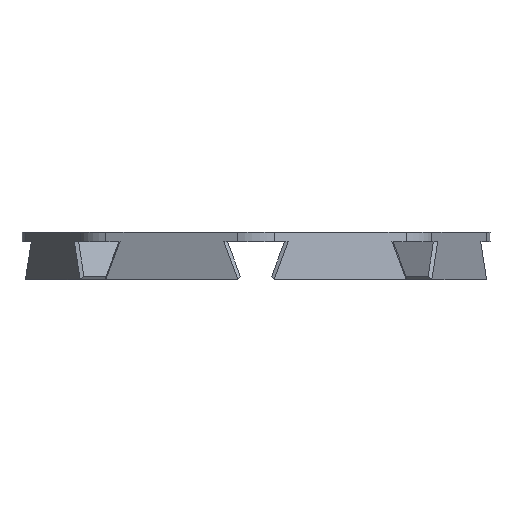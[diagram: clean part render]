
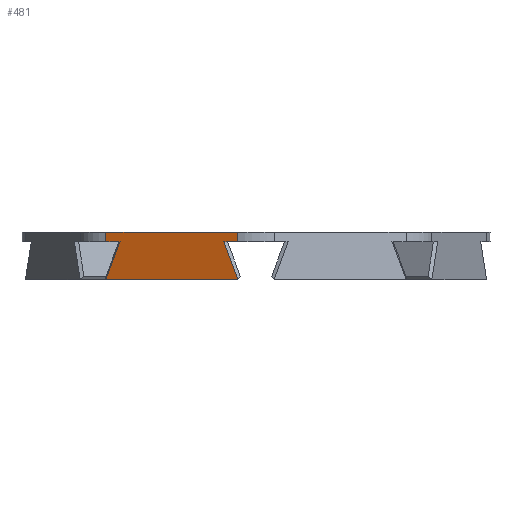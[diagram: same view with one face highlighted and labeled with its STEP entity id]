
A CAD part, front view. The second image highlights one B-rep face of the part: STEP entity #481.
In plain terms, the highlighted planar face has unit normal (-0.383, -0.924, 0).
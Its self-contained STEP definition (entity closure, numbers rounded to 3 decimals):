
#22 = VERTEX_POINT('',#23);
#23 = CARTESIAN_POINT('',(-31.529,-36.94,10.));
#32 = EDGE_CURVE('',#22,#33,#35,.T.);
#33 = VERTEX_POINT('',#34);
#34 = CARTESIAN_POINT('',(-3.827,-48.415,10.));
#35 = LINE('',#36,#37);
#36 = CARTESIAN_POINT('',(-35.355,-35.355,10.));
#37 = VECTOR('',#38,1.);
#38 = DIRECTION('',(0.924,-0.383,0.));
#454 = VERTEX_POINT('',#455);
#455 = CARTESIAN_POINT('',(-31.529,-36.94,8.));
#471 = EDGE_CURVE('',#454,#22,#472,.T.);
#472 = LINE('',#473,#474);
#473 = CARTESIAN_POINT('',(-31.529,-36.94,8.));
#474 = VECTOR('',#475,1.);
#475 = DIRECTION('',(0.,0.,1.));
#481 = ADVANCED_FACE('',(#482),#564,.F.);
#482 = FACE_BOUND('',#483,.F.);
#483 = EDGE_LOOP('',(#484,#494,#502,#510,#518,#524,#525,#526,#534,#542,
    #550,#558));
#484 = ORIENTED_EDGE('',*,*,#485,.F.);
#485 = EDGE_CURVE('',#486,#488,#490,.T.);
#486 = VERTEX_POINT('',#487);
#487 = CARTESIAN_POINT('',(-31.555,-36.929,0.));
#488 = VERTEX_POINT('',#489);
#489 = CARTESIAN_POINT('',(-3.8,-48.426,0.));
#490 = LINE('',#491,#492);
#491 = CARTESIAN_POINT('',(-35.355,-35.355,0.));
#492 = VECTOR('',#493,1.);
#493 = DIRECTION('',(0.924,-0.383,0.));
#494 = ORIENTED_EDGE('',*,*,#495,.F.);
#495 = EDGE_CURVE('',#496,#486,#498,.T.);
#496 = VERTEX_POINT('',#497);
#497 = CARTESIAN_POINT('',(-31.557,-36.929,
    0.002));
#498 = LINE('',#499,#500);
#499 = CARTESIAN_POINT('',(-29.28,-37.872,
    -3.283));
#500 = VECTOR('',#501,1.);
#501 = DIRECTION('',(0.554,-0.23,-0.8));
#502 = ORIENTED_EDGE('',*,*,#503,.F.);
#503 = EDGE_CURVE('',#504,#496,#506,.T.);
#504 = VERTEX_POINT('',#505);
#505 = CARTESIAN_POINT('',(-28.558,-38.171,8.));
#506 = LINE('',#507,#508);
#507 = CARTESIAN_POINT('',(-28.671,-38.124,
    7.699));
#508 = VECTOR('',#509,1.);
#509 = DIRECTION('',(-0.347,0.144,-0.927));
#510 = ORIENTED_EDGE('',*,*,#511,.F.);
#511 = EDGE_CURVE('',#512,#504,#514,.T.);
#512 = VERTEX_POINT('',#513);
#513 = CARTESIAN_POINT('',(-29.355,-37.841,8.));
#514 = LINE('',#515,#516);
#515 = CARTESIAN_POINT('',(-29.077,-37.956,8.));
#516 = VECTOR('',#517,1.);
#517 = DIRECTION('',(0.924,-0.383,0.));
#518 = ORIENTED_EDGE('',*,*,#519,.F.);
#519 = EDGE_CURVE('',#454,#512,#520,.T.);
#520 = LINE('',#521,#522);
#521 = CARTESIAN_POINT('',(-29.077,-37.956,8.));
#522 = VECTOR('',#523,1.);
#523 = DIRECTION('',(0.924,-0.383,0.));
#524 = ORIENTED_EDGE('',*,*,#471,.T.);
#525 = ORIENTED_EDGE('',*,*,#32,.T.);
#526 = ORIENTED_EDGE('',*,*,#527,.F.);
#527 = EDGE_CURVE('',#528,#33,#530,.T.);
#528 = VERTEX_POINT('',#529);
#529 = CARTESIAN_POINT('',(-3.827,-48.415,8.));
#530 = LINE('',#531,#532);
#531 = CARTESIAN_POINT('',(-3.827,-48.415,8.));
#532 = VECTOR('',#533,1.);
#533 = DIRECTION('',(0.,0.,1.));
#534 = ORIENTED_EDGE('',*,*,#535,.F.);
#535 = EDGE_CURVE('',#536,#528,#538,.T.);
#536 = VERTEX_POINT('',#537);
#537 = CARTESIAN_POINT('',(-6.,-47.515,8.));
#538 = LINE('',#539,#540);
#539 = CARTESIAN_POINT('',(-29.077,-37.956,8.));
#540 = VECTOR('',#541,1.);
#541 = DIRECTION('',(0.924,-0.383,0.));
#542 = ORIENTED_EDGE('',*,*,#543,.T.);
#543 = EDGE_CURVE('',#536,#544,#546,.T.);
#544 = VERTEX_POINT('',#545);
#545 = CARTESIAN_POINT('',(-6.798,-47.184,8.));
#546 = LINE('',#547,#548);
#547 = CARTESIAN_POINT('',(-29.077,-37.956,8.));
#548 = VECTOR('',#549,1.);
#549 = DIRECTION('',(-0.924,0.383,0.));
#550 = ORIENTED_EDGE('',*,*,#551,.F.);
#551 = EDGE_CURVE('',#552,#544,#554,.T.);
#552 = VERTEX_POINT('',#553);
#553 = CARTESIAN_POINT('',(-3.798,-48.427,
    0.002));
#554 = LINE('',#555,#556);
#555 = CARTESIAN_POINT('',(-3.685,-48.474,
    -0.301));
#556 = VECTOR('',#557,1.);
#557 = DIRECTION('',(-0.347,0.144,0.927));
#558 = ORIENTED_EDGE('',*,*,#559,.T.);
#559 = EDGE_CURVE('',#552,#488,#560,.T.);
#560 = LINE('',#561,#562);
#561 = CARTESIAN_POINT('',(-12.44,-44.847,
    -12.468));
#562 = VECTOR('',#563,1.);
#563 = DIRECTION('',(-0.554,0.23,-0.8));
#564 = PLANE('',#565);
#565 = AXIS2_PLACEMENT_3D('',#566,#567,#568);
#566 = CARTESIAN_POINT('',(-35.355,-35.355,0.));
#567 = DIRECTION('',(0.383,0.924,0.));
#568 = DIRECTION('',(0.924,-0.383,0.));
